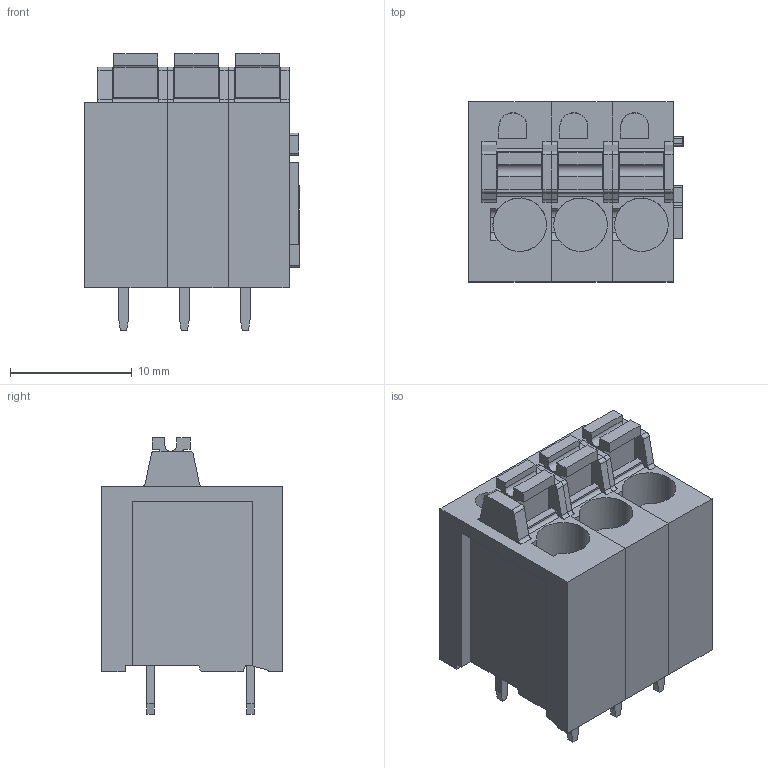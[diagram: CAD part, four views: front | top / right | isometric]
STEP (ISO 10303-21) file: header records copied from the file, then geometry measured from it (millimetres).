
FILE_DESCRIPTION(('CATIA V5 STEP Exchange','CAx-IF Rec.Pracs.--- Model Styling and Organization---1.5--- 2016-08-15','CAx-IF Rec.Pracs.---Supplemental Geometry---1.0---2011-11-01','CAx-IF Rec.Pracs.--- Composite Materials ---1.1---2010-07-15'),'2;1');
FILE_NAME ('1437890-2_0', '2024-07-05T11:45:30+00:00', ('none'), ('Weidmueller'), 'CATIA Version 5-6 Release 2022 SP4 HF5', 'CATIA V5 STEP AP214 v3', 'none');
FILE_SCHEMA(('AUTOMOTIVE_DESIGN { 1 0 10303 214 1 1 1 1 }'));
Length unit declared in the file: millimetre
Products named in the file (1): 2873470000
Bounding box: 17.65 x 14.8 x 22.7 mm (x, y, z)
Volume: 3428.2 mm3; surface area: 3257.2 mm2
Topology: 3 solids, 3 shells, 303 faces, 854 edges, 570 vertices
Faces by surface type: plane 227, cylinder 76
Entity records: 9622 total; most frequent: CARTESIAN_POINT 1774, ORIENTED_EDGE 1708, DIRECTION 1302, EDGE_CURVE 854, VECTOR 696, LINE 696, VERTEX_POINT 570, AXIS2_PLACEMENT_3D 376
